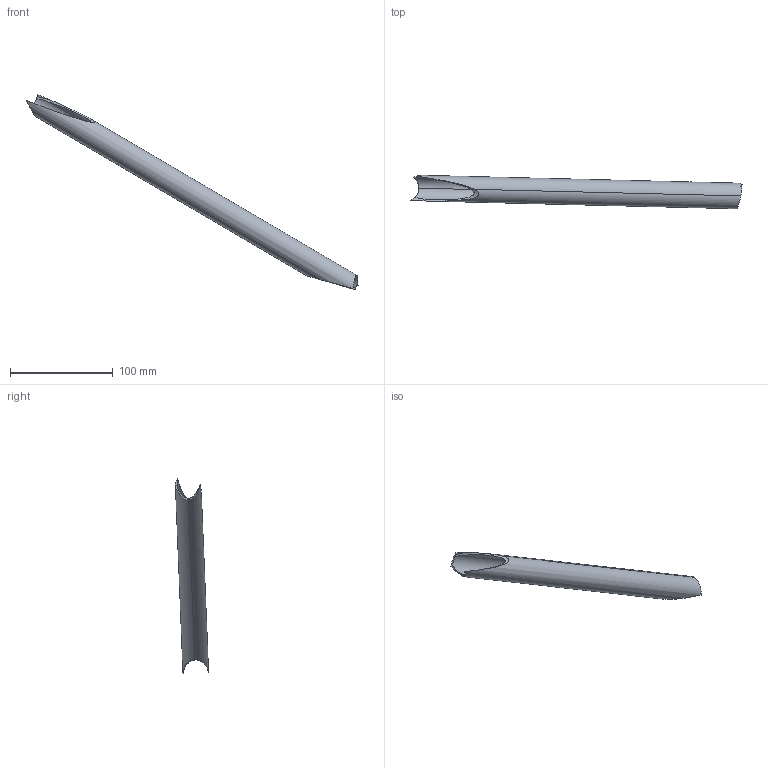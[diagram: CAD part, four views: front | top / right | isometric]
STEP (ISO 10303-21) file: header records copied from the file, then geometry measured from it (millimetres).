
FILE_DESCRIPTION(('STEP AP214'),'1');
FILE_NAME('38.stp','2018-02-08T15:15:28',(' '),(' '),'Spatial InterOp 3D',' ',' ');
FILE_SCHEMA(('automotive_design'));
Length unit declared in the file: metre
Products named in the file (1): Corps1
Bounding box: 323.83 x 32.36 x 190.1 mm (x, y, z)
Volume: 36036.6 mm3; surface area: 48789.1 mm2
Topology: 1 solids, 1 shells, 15 faces, 49 edges, 34 vertices
Faces by surface type: cylinder 11, extrusion 3, bspline 1
Entity records: 1180 total; most frequent: CARTESIAN_POINT 634, ORIENTED_EDGE 98, DIRECTION 66, EDGE_CURVE 49, VERTEX_POINT 34, B_SPLINE_CURVE_WITH_KNOTS 28, AXIS2_PLACEMENT_3D 27, STYLED_ITEM 16
